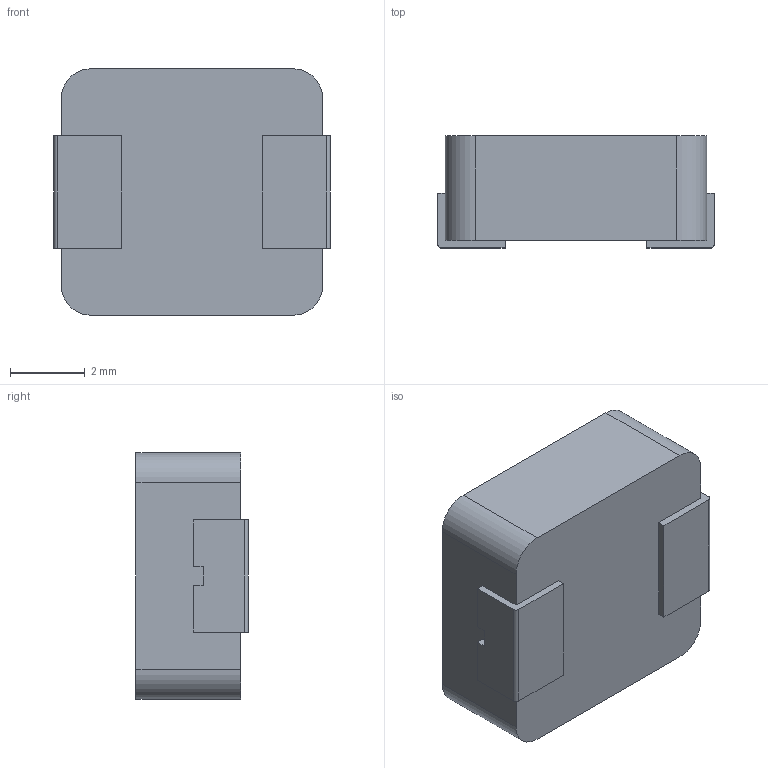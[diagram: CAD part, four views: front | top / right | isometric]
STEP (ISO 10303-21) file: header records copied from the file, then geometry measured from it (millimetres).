
FILE_DESCRIPTION (( 'STEP AP214' ), '1' );
FILE_NAME ('SRP7028A.STEP', '2022-06-23T13:12:52', ( '' ), ( '' ), 'SwSTEP 2.0', 'SolidWorks 2021', '' );
FILE_SCHEMA (( 'AUTOMOTIVE_DESIGN' ));
Length unit declared in the file: millimetre
Products named in the file (1): SRP7028A
Bounding box: 7.4 x 3 x 6.6 mm (x, y, z)
Volume: 131.4 mm3; surface area: 170.8 mm2
Topology: 1 solids, 1 shells, 41 faces, 165 edges, 135 vertices
Faces by surface type: plane 35, cylinder 6
Entity records: 2233 total; most frequent: CARTESIAN_POINT 691, ORIENTED_EDGE 330, DIRECTION 186, EDGE_CURVE 165, VERTEX_POINT 135, LINE 78, VECTOR 78, B_SPLINE_CURVE_WITH_KNOTS 75
